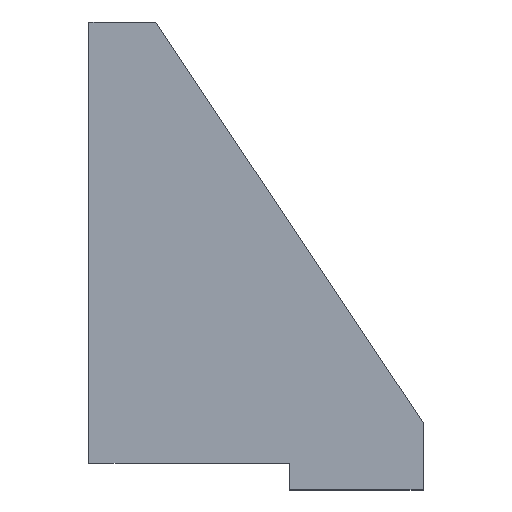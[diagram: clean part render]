
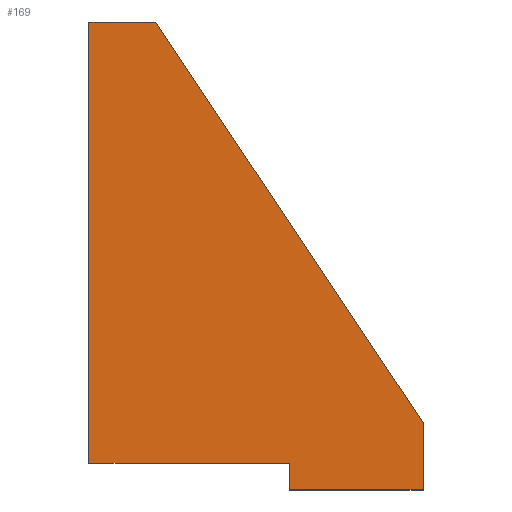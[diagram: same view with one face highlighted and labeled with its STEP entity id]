
A CAD part, top view. The second image highlights one B-rep face of the part: STEP entity #169.
In plain terms, the highlighted planar face has unit normal (0, 0, 1).
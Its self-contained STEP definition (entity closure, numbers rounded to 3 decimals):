
#23=FACE_OUTER_BOUND('',#32,.T.);
#32=EDGE_LOOP('',(#145,#146,#147,#148,#149,#150,#151));
#40=LINE('',#259,#61);
#43=LINE('',#264,#64);
#45=LINE('',#268,#66);
#47=LINE('',#272,#68);
#49=LINE('',#276,#70);
#51=LINE('',#280,#72);
#53=LINE('',#283,#74);
#61=VECTOR('',#212,10.);
#64=VECTOR('',#217,10.);
#66=VECTOR('',#221,10.);
#68=VECTOR('',#225,10.);
#70=VECTOR('',#229,10.);
#72=VECTOR('',#233,10.);
#74=VECTOR('',#237,10.);
#82=VERTEX_POINT('',#257);
#83=VERTEX_POINT('',#258);
#84=VERTEX_POINT('',#263);
#85=VERTEX_POINT('',#267);
#86=VERTEX_POINT('',#271);
#87=VERTEX_POINT('',#275);
#88=VERTEX_POINT('',#279);
#96=EDGE_CURVE('',#82,#83,#40,.T.);
#99=EDGE_CURVE('',#83,#84,#43,.T.);
#101=EDGE_CURVE('',#84,#85,#45,.T.);
#103=EDGE_CURVE('',#85,#86,#47,.T.);
#105=EDGE_CURVE('',#86,#87,#49,.T.);
#107=EDGE_CURVE('',#87,#88,#51,.T.);
#109=EDGE_CURVE('',#88,#82,#53,.T.);
#145=ORIENTED_EDGE('',*,*,#96,.F.);
#146=ORIENTED_EDGE('',*,*,#109,.F.);
#147=ORIENTED_EDGE('',*,*,#107,.F.);
#148=ORIENTED_EDGE('',*,*,#105,.F.);
#149=ORIENTED_EDGE('',*,*,#103,.F.);
#150=ORIENTED_EDGE('',*,*,#101,.F.);
#151=ORIENTED_EDGE('',*,*,#99,.F.);
#160=PLANE('',#198);
#169=ADVANCED_FACE('',(#23),#160,.T.);
#198=AXIS2_PLACEMENT_3D('',#284,#238,#239);
#212=DIRECTION('',(0.,1.,0.));
#217=DIRECTION('',(-1.,0.,0.));
#221=DIRECTION('',(0.,1.,0.));
#225=DIRECTION('',(1.,0.,0.));
#229=DIRECTION('',(0.555,-0.832,0.));
#233=DIRECTION('',(0.,-1.,0.));
#237=DIRECTION('',(-1.,0.,0.));
#238=DIRECTION('center_axis',(0.,0.,1.));
#239=DIRECTION('ref_axis',(1.,0.,0.));
#257=CARTESIAN_POINT('',(-10.,0.,5.));
#258=CARTESIAN_POINT('',(-10.,2.,5.));
#259=CARTESIAN_POINT('',(-10.,0.,5.));
#263=CARTESIAN_POINT('',(-25.,2.,5.));
#264=CARTESIAN_POINT('',(-10.,2.,5.));
#267=CARTESIAN_POINT('',(-25.,35.,5.));
#268=CARTESIAN_POINT('',(-25.,2.,5.));
#271=CARTESIAN_POINT('',(-20.,35.,5.));
#272=CARTESIAN_POINT('',(-25.,35.,5.));
#275=CARTESIAN_POINT('',(0.,5.,5.));
#276=CARTESIAN_POINT('',(-20.,35.,5.));
#279=CARTESIAN_POINT('',(0.,0.,5.));
#280=CARTESIAN_POINT('',(0.,5.,5.));
#283=CARTESIAN_POINT('',(0.,0.,5.));
#284=CARTESIAN_POINT('Origin',(-15.375,14.625,5.));
